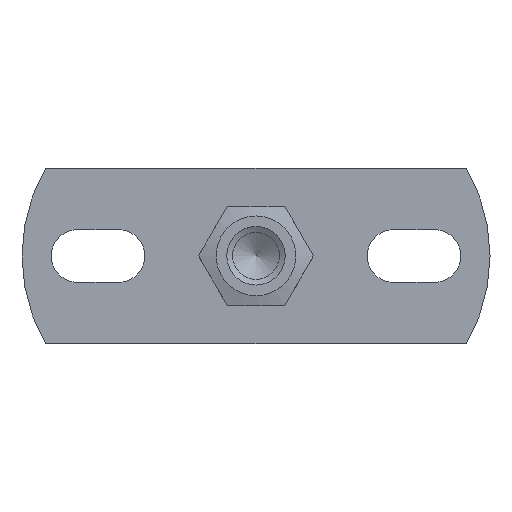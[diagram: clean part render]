
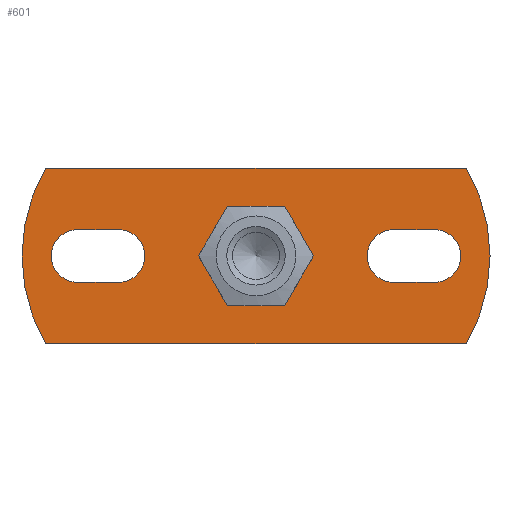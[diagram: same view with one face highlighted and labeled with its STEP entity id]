
A CAD part, top view. The second image highlights one B-rep face of the part: STEP entity #601.
In plain terms, the highlighted planar face has unit normal (0, 0, 1).
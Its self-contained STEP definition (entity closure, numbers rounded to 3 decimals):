
#144=CARTESIAN_POINT('',(23.5,4.5,3.));
#145=VERTEX_POINT('',#144);
#152=CARTESIAN_POINT('',(23.5,-4.5,3.));
#153=VERTEX_POINT('',#152);
#154=CARTESIAN_POINT('',(23.5,0.,3.));
#155=DIRECTION('',(0.0,0.0,-1.0));
#156=DIRECTION('',(0.0,1.0,0.0));
#157=AXIS2_PLACEMENT_3D('',#154,#155,#156);
#158=CIRCLE('',#157,4.5);
#159=EDGE_CURVE('',#153,#145,#158,.T.);
#183=CARTESIAN_POINT('',(30.5,4.5,3.));
#184=VERTEX_POINT('',#183);
#191=CARTESIAN_POINT('',(23.5,4.5,3.));
#192=DIRECTION('',(1.0,0.0,0.0));
#193=VECTOR('',#192,7.);
#194=LINE('',#191,#193);
#195=EDGE_CURVE('',#145,#184,#194,.T.);
#236=CARTESIAN_POINT('',(30.5,-4.5,3.));
#237=VERTEX_POINT('',#236);
#244=CARTESIAN_POINT('',(30.5,0.,3.));
#245=DIRECTION('',(0.0,0.0,-1.0));
#246=DIRECTION('',(0.0,-1.0,0.0));
#247=AXIS2_PLACEMENT_3D('',#244,#245,#246);
#248=CIRCLE('',#247,4.5);
#249=EDGE_CURVE('',#184,#237,#248,.T.);
#267=CARTESIAN_POINT('',(30.5,-4.5,3.));
#268=DIRECTION('',(-1.0,0.0,0.0));
#269=VECTOR('',#268,7.);
#270=LINE('',#267,#269);
#271=EDGE_CURVE('',#237,#153,#270,.T.);
#293=CARTESIAN_POINT('',(-23.5,-4.5,3.));
#294=VERTEX_POINT('',#293);
#301=CARTESIAN_POINT('',(-23.5,4.5,3.));
#302=VERTEX_POINT('',#301);
#303=CARTESIAN_POINT('',(-23.5,0.,3.));
#304=DIRECTION('',(0.0,0.0,-1.0));
#305=DIRECTION('',(0.0,1.0,0.0));
#306=AXIS2_PLACEMENT_3D('',#303,#304,#305);
#307=CIRCLE('',#306,4.5);
#308=EDGE_CURVE('',#302,#294,#307,.T.);
#333=CARTESIAN_POINT('',(-30.5,4.5,3.));
#334=VERTEX_POINT('',#333);
#335=CARTESIAN_POINT('',(-30.5,4.5,3.));
#336=DIRECTION('',(1.0,0.0,0.0));
#337=VECTOR('',#336,7.);
#338=LINE('',#335,#337);
#339=EDGE_CURVE('',#334,#302,#338,.T.);
#365=CARTESIAN_POINT('',(-30.5,-4.5,3.));
#366=VERTEX_POINT('',#365);
#367=CARTESIAN_POINT('',(-30.5,0.,3.));
#368=DIRECTION('',(0.0,0.0,-1.0));
#369=DIRECTION('',(0.0,-1.0,0.0));
#370=AXIS2_PLACEMENT_3D('',#367,#368,#369);
#371=CIRCLE('',#370,4.5);
#372=EDGE_CURVE('',#366,#334,#371,.T.);
#395=CARTESIAN_POINT('',(-23.5,-4.5,3.));
#396=DIRECTION('',(-1.0,0.0,0.0));
#397=VECTOR('',#396,7.);
#398=LINE('',#395,#397);
#399=EDGE_CURVE('',#294,#366,#398,.T.);
#431=CARTESIAN_POINT('',(35.981,-15.,3.));
#432=VERTEX_POINT('',#431);
#433=CARTESIAN_POINT('',(35.981,15.,3.));
#434=VERTEX_POINT('',#433);
#435=CARTESIAN_POINT('',(10.0,0.,3.));
#436=DIRECTION('',(0.0,0.0,1.));
#437=DIRECTION('',(-0.866,-0.5,0.0));
#438=AXIS2_PLACEMENT_3D('',#435,#436,#437);
#439=CIRCLE('',#438,30.);
#440=EDGE_CURVE('',#432,#434,#439,.T.);
#474=CARTESIAN_POINT('',(-35.981,-15.,3.));
#475=VERTEX_POINT('',#474);
#476=CARTESIAN_POINT('',(35.981,-15.,3.));
#477=DIRECTION('',(-1.0,0.0,0.0));
#478=VECTOR('',#477,71.962);
#479=LINE('',#476,#478);
#480=EDGE_CURVE('',#432,#475,#479,.T.);
#513=CARTESIAN_POINT('',(-35.981,15.,3.));
#514=VERTEX_POINT('',#513);
#521=CARTESIAN_POINT('',(-35.981,15.,3.));
#522=DIRECTION('',(1.0,0.0,0.0));
#523=VECTOR('',#522,71.962);
#524=LINE('',#521,#523);
#525=EDGE_CURVE('',#514,#434,#524,.T.);
#543=CARTESIAN_POINT('',(-10.0,0.,3.));
#544=DIRECTION('',(0.0,0.0,1.));
#545=DIRECTION('',(0.866,-0.5,0.0));
#546=AXIS2_PLACEMENT_3D('',#543,#544,#545);
#547=CIRCLE('',#546,30.);
#548=EDGE_CURVE('',#514,#475,#547,.T.);
#578=CARTESIAN_POINT('',(0.0,0.,3.));
#579=DIRECTION('',(0.0,0.0,1.0));
#580=DIRECTION('',(1.0,0.0,0.0));
#581=AXIS2_PLACEMENT_3D('',#578,#579,#580);
#582=PLANE('',#581);
#583=ORIENTED_EDGE('',*,*,#440,.T.);
#584=ORIENTED_EDGE('',*,*,#525,.F.);
#585=ORIENTED_EDGE('',*,*,#548,.T.);
#586=ORIENTED_EDGE('',*,*,#480,.F.);
#587=EDGE_LOOP('',(#583,#584,#585,#586));
#588=FACE_OUTER_BOUND('',#587,.T.);
#589=ORIENTED_EDGE('',*,*,#159,.T.);
#590=ORIENTED_EDGE('',*,*,#195,.T.);
#591=ORIENTED_EDGE('',*,*,#249,.T.);
#592=ORIENTED_EDGE('',*,*,#271,.T.);
#593=EDGE_LOOP('',(#589,#590,#591,#592));
#594=FACE_BOUND('',#593,.T.);
#595=ORIENTED_EDGE('',*,*,#308,.T.);
#596=ORIENTED_EDGE('',*,*,#399,.T.);
#597=ORIENTED_EDGE('',*,*,#372,.T.);
#598=ORIENTED_EDGE('',*,*,#339,.T.);
#599=EDGE_LOOP('',(#595,#596,#597,#598));
#600=FACE_BOUND('',#599,.T.);
#601=ADVANCED_FACE('',(#588,#594,#600),#582,.T.);
